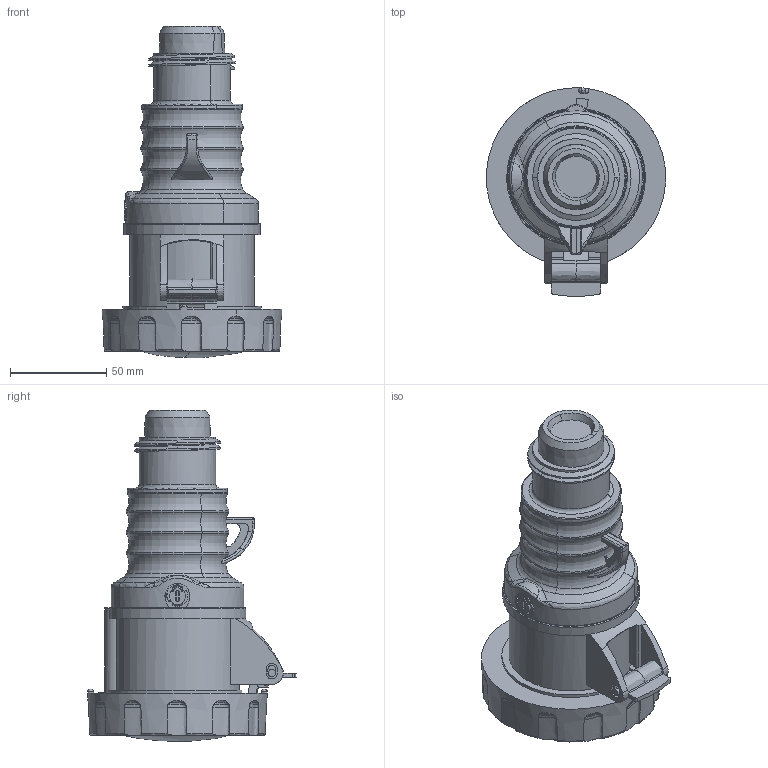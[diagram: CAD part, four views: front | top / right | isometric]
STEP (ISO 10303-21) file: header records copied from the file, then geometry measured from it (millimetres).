
FILE_DESCRIPTION((''),'2;1');
FILE_NAME('GW62041H_SW0003','2020-09-07T11:09:26',('User'),('Technoprobe spa'),'CREO PARAMETRIC BY PTC INC, 2020074','CREO PARAMETRIC BY PTC INC, 2020074','');
FILE_SCHEMA(('CONFIG_CONTROL_DESIGN'));
Length unit declared in the file: millimetre
Products named in the file (1): GW62041H_SW0003
Bounding box: 93.08 x 108.24 x 172.07 mm (x, y, z)
Volume: 504972.5 mm3; surface area: 52987.4 mm2
Topology: 1 solids, 1 shells, 381 faces, 1131 edges, 757 vertices
Faces by surface type: bspline 117, plane 93, cylinder 74, torus 49, cone 44, sphere 2, extrusion 2
Entity records: 19940 total; most frequent: CARTESIAN_POINT 10829, ORIENTED_EDGE 2254, DIRECTION 1414, EDGE_CURVE 1127, VERTEX_POINT 757, AXIS2_PLACEMENT_3D 565, B_SPLINE_CURVE_WITH_KNOTS 544, EDGE_LOOP 398
